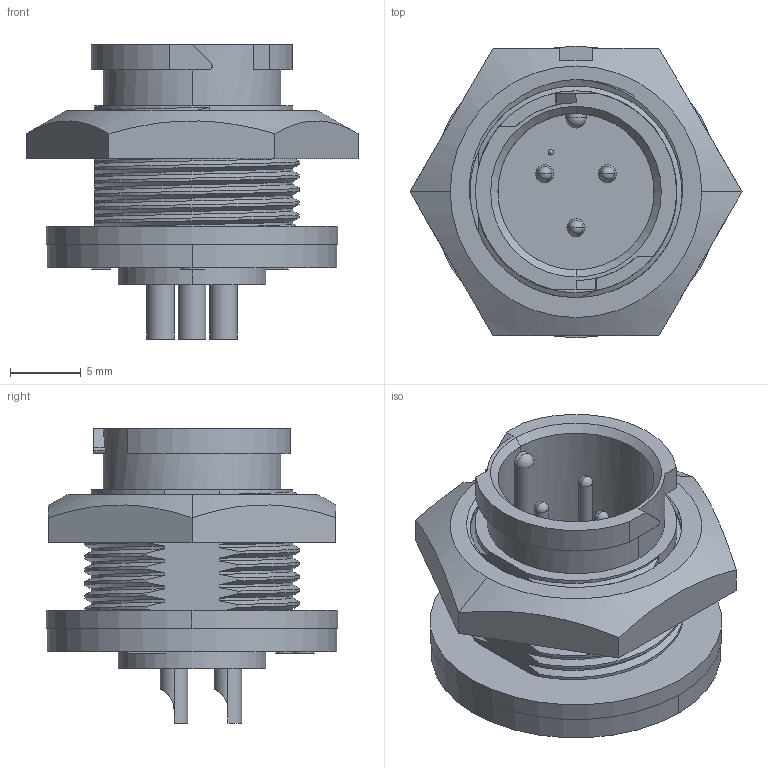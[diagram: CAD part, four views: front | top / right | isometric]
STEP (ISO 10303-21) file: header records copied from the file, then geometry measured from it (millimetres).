
FILE_DESCRIPTION (( 'STEP AP203' ), '1' );
FILE_NAME ('W7282-3PG-P-300.STEP', '2021-10-27T14:09:53', ( '' ), ( '' ), 'SwSTEP 2.0', 'SolidWorks 2020', '' );
FILE_SCHEMA (( 'CONFIG_CONTROL_DESIGN' ));
Length unit declared in the file: millimetre
Products named in the file (1): W7282-3PG-P-300
Bounding box: 23.46 x 20.62 x 20.8 mm (x, y, z)
Volume: 2830.2 mm3; surface area: 2824.8 mm2
Topology: 1 solids, 1 shells, 212 faces, 603 edges, 393 vertices
Faces by surface type: cylinder 78, plane 65, bspline 51, cone 10, sphere 8
Entity records: 14323 total; most frequent: CARTESIAN_POINT 9460, ORIENTED_EDGE 1174, DIRECTION 766, EDGE_CURVE 587, VERTEX_POINT 385, VECTOR 266, LINE 266, AXIS2_PLACEMENT_3D 250
